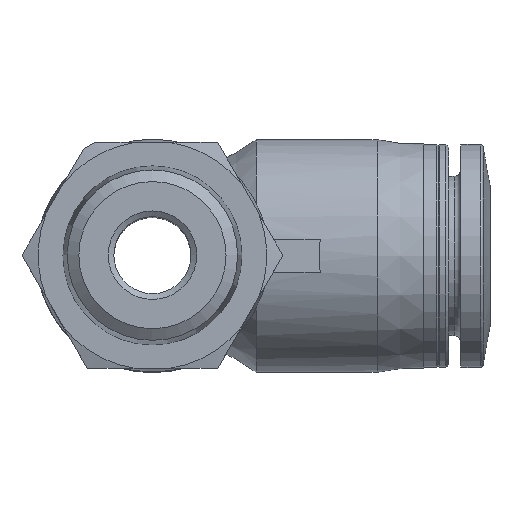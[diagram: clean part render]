
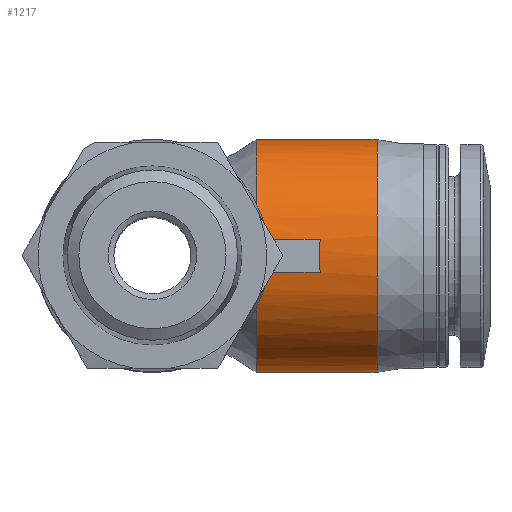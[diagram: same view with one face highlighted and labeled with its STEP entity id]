
A CAD part, top view. The second image highlights one B-rep face of the part: STEP entity #1217.
In plain terms, the highlighted cylindrical face has radius 8.75 mm (diameter 17.5 mm), a full revolution.
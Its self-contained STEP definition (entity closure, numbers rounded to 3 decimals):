
#88=LINE('',#1840,#123);
#91=LINE('',#1847,#126);
#93=LINE('',#1851,#128);
#96=LINE('',#1858,#131);
#123=VECTOR('',#1454,1000.);
#126=VECTOR('',#1459,1000.);
#128=VECTOR('',#1463,1000.);
#131=VECTOR('',#1468,1000.);
#161=B_SPLINE_CURVE_WITH_KNOTS('',3,(#1877,#1878,#1879,#1880),
 .UNSPECIFIED.,.F.,.F.,(4,4),(0.,0.002),
 .UNSPECIFIED.);
#164=B_SPLINE_CURVE_WITH_KNOTS('',3,(#1894,#1895,#1896,#1897),
 .UNSPECIFIED.,.F.,.F.,(4,4),(0.,0.001),
 .UNSPECIFIED.);
#166=B_SPLINE_CURVE_WITH_KNOTS('',3,(#1904,#1905,#1906,#1907),
 .UNSPECIFIED.,.F.,.F.,(4,4),(0.001,0.002),
 .UNSPECIFIED.);
#169=B_SPLINE_CURVE_WITH_KNOTS('',3,(#1921,#1922,#1923,#1924),
 .UNSPECIFIED.,.F.,.F.,(4,4),(0.001,0.002),
 .UNSPECIFIED.);
#203=ELLIPSE('',#1283,12.374,8.75);
#204=ELLIPSE('',#1284,12.374,8.75);
#206=ELLIPSE('',#1286,12.374,8.75);
#207=ELLIPSE('',#1287,12.374,8.75);
#209=ELLIPSE('',#1333,12.374,8.75);
#210=ELLIPSE('',#1335,12.374,8.75);
#464=ORIENTED_EDGE('',*,*,#666,.F.);
#465=ORIENTED_EDGE('',*,*,#665,.T.);
#466=ORIENTED_EDGE('',*,*,#565,.T.);
#467=ORIENTED_EDGE('',*,*,#576,.T.);
#468=ORIENTED_EDGE('',*,*,#547,.F.);
#469=ORIENTED_EDGE('',*,*,#624,.T.);
#470=ORIENTED_EDGE('',*,*,#552,.T.);
#471=ORIENTED_EDGE('',*,*,#582,.T.);
#472=ORIENTED_EDGE('',*,*,#567,.T.);
#473=ORIENTED_EDGE('',*,*,#664,.T.);
#474=ORIENTED_EDGE('',*,*,#561,.T.);
#475=ORIENTED_EDGE('',*,*,#580,.T.);
#476=ORIENTED_EDGE('',*,*,#555,.T.);
#477=ORIENTED_EDGE('',*,*,#625,.T.);
#478=ORIENTED_EDGE('',*,*,#550,.F.);
#479=ORIENTED_EDGE('',*,*,#578,.T.);
#480=ORIENTED_EDGE('',*,*,#571,.T.);
#547=EDGE_CURVE('',#706,#707,#88,.F.);
#550=EDGE_CURVE('',#708,#710,#91,.T.);
#552=EDGE_CURVE('',#711,#712,#93,.F.);
#555=EDGE_CURVE('',#714,#715,#96,.T.);
#561=EDGE_CURVE('',#717,#719,#161,.T.);
#565=EDGE_CURVE('',#720,#722,#164,.T.);
#567=EDGE_CURVE('',#724,#723,#166,.T.);
#571=EDGE_CURVE('',#727,#726,#169,.T.);
#576=EDGE_CURVE('',#722,#707,#203,.T.);
#578=EDGE_CURVE('',#708,#727,#204,.F.);
#580=EDGE_CURVE('',#719,#714,#206,.F.);
#582=EDGE_CURVE('',#712,#724,#207,.T.);
#624=EDGE_CURVE('',#706,#711,#209,.F.);
#625=EDGE_CURVE('',#715,#710,#210,.F.);
#664=EDGE_CURVE('',#723,#717,#854,.T.);
#665=EDGE_CURVE('',#726,#720,#855,.T.);
#666=EDGE_CURVE('',#788,#788,#856,.T.);
#706=VERTEX_POINT('',#1839);
#707=VERTEX_POINT('',#1841);
#708=VERTEX_POINT('',#1845);
#710=VERTEX_POINT('',#1848);
#711=VERTEX_POINT('',#1852);
#712=VERTEX_POINT('',#1853);
#714=VERTEX_POINT('',#1859);
#715=VERTEX_POINT('',#1860);
#717=VERTEX_POINT('',#1869);
#719=VERTEX_POINT('',#1876);
#720=VERTEX_POINT('',#1886);
#722=VERTEX_POINT('',#1893);
#723=VERTEX_POINT('',#1903);
#724=VERTEX_POINT('',#1908);
#726=VERTEX_POINT('',#1920);
#727=VERTEX_POINT('',#1925);
#788=VERTEX_POINT('',#2211);
#854=CIRCLE('',#1370,8.75);
#855=CIRCLE('',#1372,8.75);
#856=CIRCLE('',#1374,8.75);
#960=EDGE_LOOP('',(#464));
#961=EDGE_LOOP('',(#465,#466,#467,#468,#469,#470,#471,#472,#473,#474,#475,
#476,#477,#478,#479,#480));
#1091=FACE_BOUND('',#960,.T.);
#1092=FACE_BOUND('',#961,.T.);
#1150=CYLINDRICAL_SURFACE('',#1373,8.75);
#1217=ADVANCED_FACE('',(#1091,#1092),#1150,.T.);
#1283=AXIS2_PLACEMENT_3D('',#1937,#1493,#1494);
#1284=AXIS2_PLACEMENT_3D('',#1939,#1496,#1497);
#1286=AXIS2_PLACEMENT_3D('',#1941,#1500,#1501);
#1287=AXIS2_PLACEMENT_3D('',#1943,#1503,#1504);
#1333=AXIS2_PLACEMENT_3D('',#2081,#1601,#1602);
#1335=AXIS2_PLACEMENT_3D('',#2083,#1605,#1606);
#1370=AXIS2_PLACEMENT_3D('',#2206,#1688,#1689);
#1372=AXIS2_PLACEMENT_3D('',#2208,#1692,#1693);
#1373=AXIS2_PLACEMENT_3D('',#2209,#1694,#1695);
#1374=AXIS2_PLACEMENT_3D('',#2210,#1696,#1697);
#1454=DIRECTION('',(1.,0.,0.));
#1459=DIRECTION('',(1.,0.,0.));
#1463=DIRECTION('',(1.,0.,0.));
#1468=DIRECTION('',(1.,0.,0.));
#1493=DIRECTION('',(0.707,0.,-0.707));
#1494=DIRECTION('',(-0.707,0.,-0.707));
#1496=DIRECTION('',(-0.707,0.,-0.707));
#1497=DIRECTION('',(0.707,0.,-0.707));
#1500=DIRECTION('',(-0.707,0.,-0.707));
#1501=DIRECTION('',(0.707,0.,-0.707));
#1503=DIRECTION('',(0.707,0.,-0.707));
#1504=DIRECTION('',(-0.707,0.,-0.707));
#1601=DIRECTION('',(-0.707,0.,-0.707));
#1602=DIRECTION('',(0.707,0.,-0.707));
#1605=DIRECTION('',(-0.707,0.,0.707));
#1606=DIRECTION('',(0.707,0.,0.707));
#1688=DIRECTION('',(1.,0.,0.));
#1689=DIRECTION('',(0.,0.,-1.));
#1692=DIRECTION('',(1.,0.,0.));
#1693=DIRECTION('',(0.,0.,-1.));
#1694=DIRECTION('',(1.,0.,0.));
#1695=DIRECTION('',(0.,0.,-1.));
#1696=DIRECTION('',(1.,0.,0.));
#1697=DIRECTION('',(0.,0.,-1.));
#1839=CARTESIAN_POINT('',(12.624,1.25,8.66));
#1840=CARTESIAN_POINT('',(25.4,1.25,8.66));
#1841=CARTESIAN_POINT('',(8.66,1.25,8.66));
#1845=CARTESIAN_POINT('',(8.66,1.25,-8.66));
#1847=CARTESIAN_POINT('',(25.4,1.25,-8.66));
#1848=CARTESIAN_POINT('',(12.624,1.25,-8.66));
#1851=CARTESIAN_POINT('',(25.4,-1.25,8.66));
#1852=CARTESIAN_POINT('',(12.624,-1.25,8.66));
#1853=CARTESIAN_POINT('',(8.66,-1.25,8.66));
#1858=CARTESIAN_POINT('',(25.4,-1.25,-8.66));
#1859=CARTESIAN_POINT('',(8.66,-1.25,-8.66));
#1860=CARTESIAN_POINT('',(12.624,-1.25,-8.66));
#1869=CARTESIAN_POINT('',(7.8,-3.378,-8.072));
#1876=CARTESIAN_POINT('',(8.5,-2.077,-8.5));
#1877=CARTESIAN_POINT('',(7.8,-3.378,-8.072));
#1878=CARTESIAN_POINT('',(8.08,-2.977,-8.239));
#1879=CARTESIAN_POINT('',(8.317,-2.546,-8.385));
#1880=CARTESIAN_POINT('',(8.5,-2.077,-8.5));
#1886=CARTESIAN_POINT('',(7.8,3.606,7.972));
#1893=CARTESIAN_POINT('',(8.25,2.915,8.25));
#1894=CARTESIAN_POINT('',(7.8,3.606,7.972));
#1895=CARTESIAN_POINT('',(7.964,3.386,8.072));
#1896=CARTESIAN_POINT('',(8.114,3.156,8.165));
#1897=CARTESIAN_POINT('',(8.25,2.915,8.25));
#1903=CARTESIAN_POINT('',(7.8,-3.606,7.972));
#1904=CARTESIAN_POINT('',(8.25,-2.915,8.25));
#1905=CARTESIAN_POINT('',(8.114,-3.156,8.165));
#1906=CARTESIAN_POINT('',(7.964,-3.386,8.072));
#1907=CARTESIAN_POINT('',(7.8,-3.606,7.972));
#1908=CARTESIAN_POINT('',(8.25,-2.915,8.25));
#1920=CARTESIAN_POINT('',(7.8,3.378,-8.072));
#1921=CARTESIAN_POINT('',(8.5,2.077,-8.5));
#1922=CARTESIAN_POINT('',(8.319,2.541,-8.387));
#1923=CARTESIAN_POINT('',(8.081,2.977,-8.24));
#1924=CARTESIAN_POINT('',(7.8,3.378,-8.072));
#1925=CARTESIAN_POINT('',(8.5,2.077,-8.5));
#1937=CARTESIAN_POINT('',(0.,0.,0.));
#1939=CARTESIAN_POINT('',(0.,0.,0.));
#1941=CARTESIAN_POINT('',(0.,0.,0.));
#1943=CARTESIAN_POINT('',(0.,0.,0.));
#2081=CARTESIAN_POINT('',(21.284,0.,0.));
#2083=CARTESIAN_POINT('',(21.284,0.,0.));
#2206=CARTESIAN_POINT('',(7.8,0.,0.));
#2208=CARTESIAN_POINT('',(7.8,0.,0.));
#2209=CARTESIAN_POINT('',(25.4,0.,0.));
#2210=CARTESIAN_POINT('',(16.9,0.,0.));
#2211=CARTESIAN_POINT('',(16.9,0.,-8.75));
